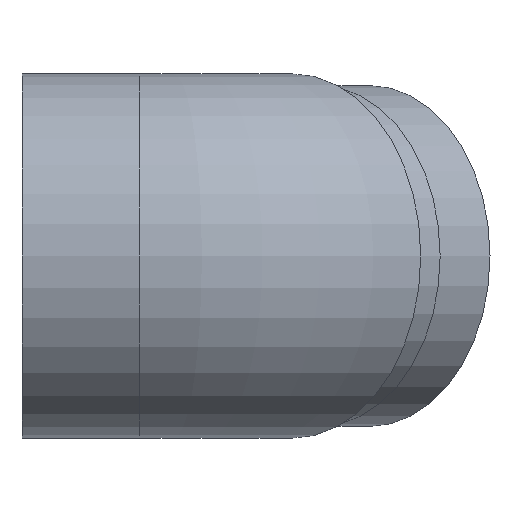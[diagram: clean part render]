
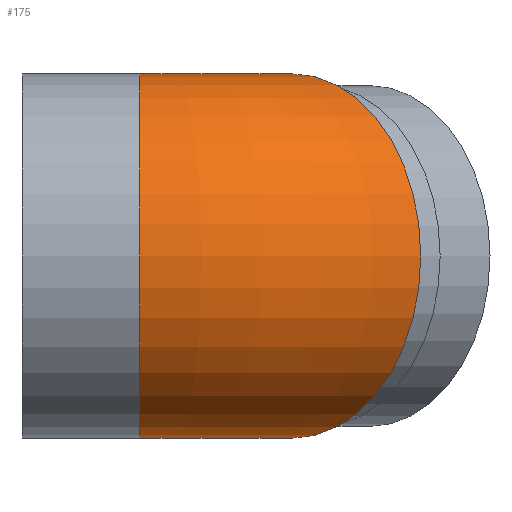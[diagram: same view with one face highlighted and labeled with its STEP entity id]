
A CAD part, front view. The second image highlights one B-rep face of the part: STEP entity #175.
In plain terms, the highlighted toroidal (fillet/blend) face has major radius 55 mm and minor radius 46.5 mm.
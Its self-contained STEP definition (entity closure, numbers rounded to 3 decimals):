
#16=TOROIDAL_SURFACE('',#219,55.,46.5);
#37=FACE_OUTER_BOUND('',#51,.T.);
#51=EDGE_LOOP('',(#151,#152,#153,#154,#155));
#77=CIRCLE('',#213,46.5);
#81=CIRCLE('',#220,8.5);
#82=CIRCLE('',#221,46.5);
#83=CIRCLE('',#222,46.5);
#93=VERTEX_POINT('',#318);
#96=VERTEX_POINT('',#329);
#97=VERTEX_POINT('',#331);
#111=EDGE_CURVE('',#93,#93,#77,.T.);
#116=EDGE_CURVE('',#93,#96,#81,.T.);
#117=EDGE_CURVE('',#96,#97,#82,.T.);
#118=EDGE_CURVE('',#97,#96,#83,.T.);
#151=ORIENTED_EDGE('',*,*,#111,.F.);
#152=ORIENTED_EDGE('',*,*,#116,.T.);
#153=ORIENTED_EDGE('',*,*,#117,.T.);
#154=ORIENTED_EDGE('',*,*,#118,.T.);
#155=ORIENTED_EDGE('',*,*,#116,.F.);
#175=ADVANCED_FACE('',(#37),#16,.T.);
#213=AXIS2_PLACEMENT_3D('',#319,#261,#262);
#219=AXIS2_PLACEMENT_3D('',#328,#274,#275);
#220=AXIS2_PLACEMENT_3D('',#330,#276,#277);
#221=AXIS2_PLACEMENT_3D('',#332,#278,#279);
#222=AXIS2_PLACEMENT_3D('',#333,#280,#281);
#261=DIRECTION('center_axis',(0.707,0.707,0.));
#262=DIRECTION('ref_axis',(-0.707,0.707,0.));
#274=DIRECTION('center_axis',(0.,0.,1.));
#275=DIRECTION('ref_axis',(1.,0.,0.));
#276=DIRECTION('center_axis',(0.,0.,-1.));
#277=DIRECTION('ref_axis',(1.,0.,0.));
#278=DIRECTION('center_axis',(1.,0.,0.));
#279=DIRECTION('ref_axis',(0.,1.,0.));
#280=DIRECTION('center_axis',(1.,0.,0.));
#281=DIRECTION('ref_axis',(0.,1.,0.));
#318=CARTESIAN_POINT('',(36.01,48.99,0.));
#319=CARTESIAN_POINT('Origin',(68.891,16.109,0.));
#328=CARTESIAN_POINT('Origin',(30.,55.,0.));
#329=CARTESIAN_POINT('',(30.,46.5,0.));
#330=CARTESIAN_POINT('Origin',(30.,55.,0.));
#331=CARTESIAN_POINT('',(30.,-46.5,0.));
#332=CARTESIAN_POINT('Origin',(30.,0.,0.));
#333=CARTESIAN_POINT('Origin',(30.,0.,0.));
